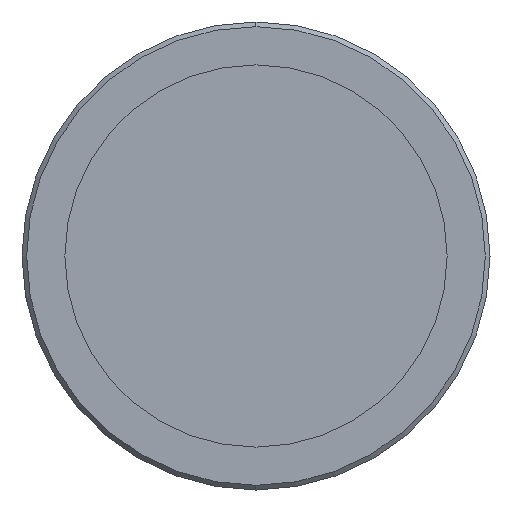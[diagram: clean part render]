
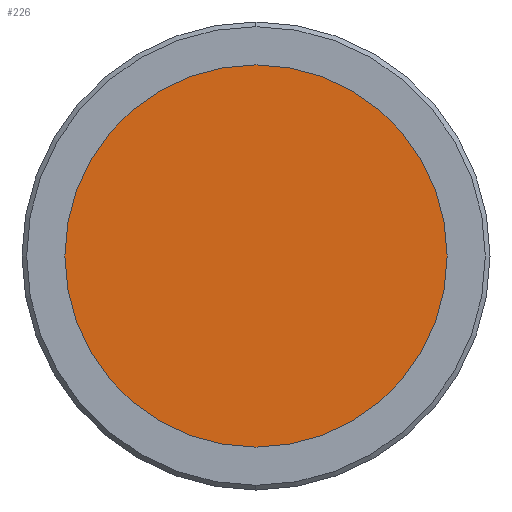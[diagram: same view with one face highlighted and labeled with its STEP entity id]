
A CAD part, left-side view. The second image highlights one B-rep face of the part: STEP entity #226.
In plain terms, the highlighted planar face has unit normal (-1, 0, 0).
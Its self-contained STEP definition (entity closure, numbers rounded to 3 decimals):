
#1 = DIRECTION ( 'NONE',  ( 0., 0., 1. ) ) ;
#23 = DIRECTION ( 'NONE',  ( 1., 0., 0. ) ) ;
#29 = CARTESIAN_POINT ( 'NONE',  ( 2., 0., 0. ) ) ;
#51 = EDGE_LOOP ( 'NONE', ( #448, #331 ) ) ;
#57 = FACE_OUTER_BOUND ( 'NONE', #51, .T. ) ;
#69 = CARTESIAN_POINT ( 'NONE',  ( 2., 12.25, 0. ) ) ;
#87 = CARTESIAN_POINT ( 'NONE',  ( 2., 0., 12.25 ) ) ;
#151 = DIRECTION ( 'NONE',  ( -1., 0., 0. ) ) ;
#204 = CARTESIAN_POINT ( 'NONE',  ( 2., 0., -12.25 ) ) ;
#226 = ADVANCED_FACE ( 'NONE', ( #57 ), #552, .F. ) ;
#243 = EDGE_CURVE ( 'NONE', #409, #534, #288, .T. ) ;
#288 = CIRCLE ( 'NONE', #476, 12.25 ) ;
#331 = ORIENTED_EDGE ( 'NONE', *, *, #243, .T. ) ;
#343 = AXIS2_PLACEMENT_3D ( 'NONE', #351, #518, #1 ) ;
#351 = CARTESIAN_POINT ( 'NONE',  ( 2., 0., 0. ) ) ;
#409 = VERTEX_POINT ( 'NONE', #204 ) ;
#441 = CIRCLE ( 'NONE', #343, 12.25 ) ;
#448 = ORIENTED_EDGE ( 'NONE', *, *, #500, .T. ) ;
#456 = DIRECTION ( 'NONE',  ( 0., 0., 1. ) ) ;
#476 = AXIS2_PLACEMENT_3D ( 'NONE', #29, #151, #456 ) ;
#500 = EDGE_CURVE ( 'NONE', #534, #409, #441, .T. ) ;
#518 = DIRECTION ( 'NONE',  ( -1., 0., 0. ) ) ;
#534 = VERTEX_POINT ( 'NONE', #87 ) ;
#544 = AXIS2_PLACEMENT_3D ( 'NONE', #69, #23, #550 ) ;
#550 = DIRECTION ( 'NONE',  ( 0., 0., -1. ) ) ;
#552 = PLANE ( 'NONE',  #544 ) ;
